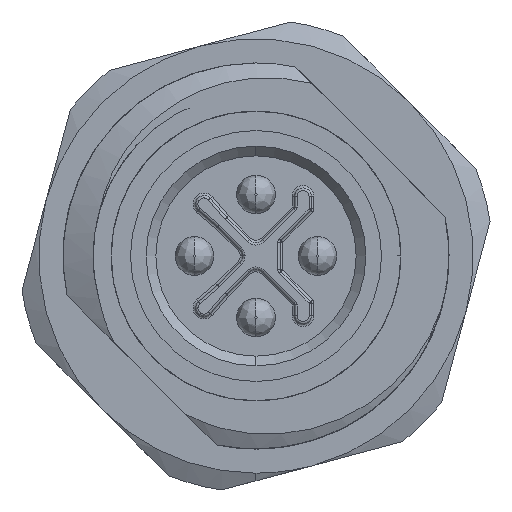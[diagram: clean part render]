
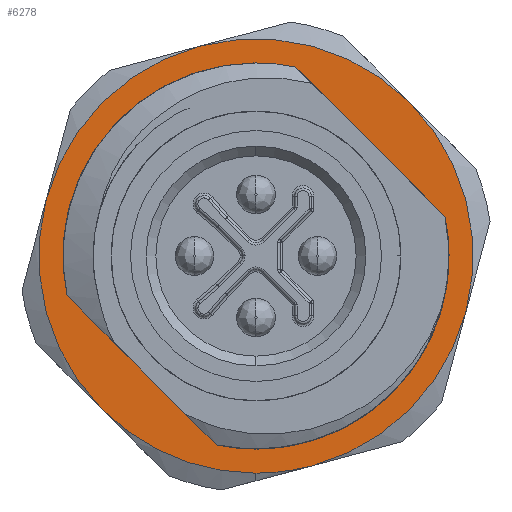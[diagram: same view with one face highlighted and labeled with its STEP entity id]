
A CAD part, left-side view. The second image highlights one B-rep face of the part: STEP entity #6278.
In plain terms, the highlighted planar face has unit normal (-1, 0, 0).
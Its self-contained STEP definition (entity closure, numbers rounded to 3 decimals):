
#114 = CIRCLE ( 'NONE', #169, 9. ) ;
#169 = AXIS2_PLACEMENT_3D ( 'NONE', #11079, #11077, #11058 ) ;
#200 = AXIS2_PLACEMENT_3D ( 'NONE', #4290, #4285, #4268 ) ;
#383 = CIRCLE ( 'NONE', #2468, 9. ) ;
#521 = AXIS2_PLACEMENT_3D ( 'NONE', #5076, #5061, #5056 ) ;
#546 = ORIENTED_EDGE ( 'NONE', *, *, #1149, .F. ) ;
#569 = DIRECTION ( 'NONE',  ( 0., 1., 0. ) ) ;
#726 = ORIENTED_EDGE ( 'NONE', *, *, #8360, .F. ) ;
#761 = CARTESIAN_POINT ( 'NONE',  ( 16.56, -1.795, 7.68 ) ) ;
#766 = VERTEX_POINT ( 'NONE', #7377 ) ;
#1149 = EDGE_CURVE ( 'NONE', #11334, #4399, #10596, .T. ) ;
#1426 = ORIENTED_EDGE ( 'NONE', *, *, #8985, .F. ) ;
#1528 = VERTEX_POINT ( 'NONE', #7798 ) ;
#1567 = LINE ( 'NONE', #8668, #1653 ) ;
#1568 = AXIS2_PLACEMENT_3D ( 'NONE', #8586, #8549, #8533 ) ;
#1595 = CARTESIAN_POINT ( 'NONE',  ( 16.56, -8., 0. ) ) ;
#1653 = VECTOR ( 'NONE', #569, 1000. ) ;
#1803 = EDGE_CURVE ( 'NONE', #4033, #12339, #8400, .T. ) ;
#2146 = DIRECTION ( 'NONE',  ( 0., -0.707, -0.707 ) ) ;
#2190 = CARTESIAN_POINT ( 'NONE',  ( 16.56, 7.829, -1.646 ) ) ;
#2412 = ORIENTED_EDGE ( 'NONE', *, *, #10726, .F. ) ;
#2451 = AXIS2_PLACEMENT_3D ( 'NONE', #2712, #2711, #2698 ) ;
#2468 = AXIS2_PLACEMENT_3D ( 'NONE', #9515, #9505, #9502 ) ;
#2597 = ORIENTED_EDGE ( 'NONE', *, *, #4754, .F. ) ;
#2650 = EDGE_CURVE ( 'NONE', #4399, #9733, #12900, .T. ) ;
#2698 = DIRECTION ( 'NONE',  ( 0., 0., -1. ) ) ;
#2711 = DIRECTION ( 'NONE',  ( 1., 0., 0. ) ) ;
#2712 = CARTESIAN_POINT ( 'NONE',  ( 16.56, 0., 0. ) ) ;
#2843 = CIRCLE ( 'NONE', #7656, 8. ) ;
#2922 = CARTESIAN_POINT ( 'NONE',  ( 16.56, -6.974, 2.501 ) ) ;
#3141 = CARTESIAN_POINT ( 'NONE',  ( 16.56, 0.088, 8. ) ) ;
#3155 = CARTESIAN_POINT ( 'NONE',  ( 16.56, -0.553, 7.97 ) ) ;
#3209 = CARTESIAN_POINT ( 'NONE',  ( 16.56, 1.646, -7.829 ) ) ;
#3261 = VERTEX_POINT ( 'NONE', #9041 ) ;
#3310 = LINE ( 'NONE', #2190, #8640 ) ;
#3397 = CARTESIAN_POINT ( 'NONE',  ( 16.56, 8.693, 2.329 ) ) ;
#3420 = CARTESIAN_POINT ( 'NONE',  ( 16.56, -8.693, -2.329 ) ) ;
#3453 = FACE_BOUND ( 'NONE', #7864, .T. ) ;
#3696 = DIRECTION ( 'NONE',  ( 0., 0., 1. ) ) ;
#3706 = DIRECTION ( 'NONE',  ( -1., 0., 0. ) ) ;
#3723 = CARTESIAN_POINT ( 'NONE',  ( 16.56, 0., 0. ) ) ;
#3754 = ORIENTED_EDGE ( 'NONE', *, *, #13016, .F. ) ;
#3949 = AXIS2_PLACEMENT_3D ( 'NONE', #5410, #5314, #5312 ) ;
#3951 = ORIENTED_EDGE ( 'NONE', *, *, #11494, .F. ) ;
#4033 = VERTEX_POINT ( 'NONE', #3397 ) ;
#4067 = VERTEX_POINT ( 'NONE', #3420 ) ;
#4268 = DIRECTION ( 'NONE',  ( 0., 0., -1. ) ) ;
#4285 = DIRECTION ( 'NONE',  ( 1., 0., 0. ) ) ;
#4290 = CARTESIAN_POINT ( 'NONE',  ( 16.56, 0., 0. ) ) ;
#4358 = ORIENTED_EDGE ( 'NONE', *, *, #12323, .F. ) ;
#4399 = VERTEX_POINT ( 'NONE', #2922 ) ;
#4464 = CARTESIAN_POINT ( 'NONE',  ( 16.56, 2.329, 8.693 ) ) ;
#4480 = DIRECTION ( 'NONE',  ( 0., 0., -1. ) ) ;
#4499 = DIRECTION ( 'NONE',  ( 1., 0., 0. ) ) ;
#4534 = CARTESIAN_POINT ( 'NONE',  ( 16.56, 0., 0. ) ) ;
#4754 = EDGE_CURVE ( 'NONE', #6362, #6710, #3310, .T. ) ;
#5056 = DIRECTION ( 'NONE',  ( 0., 0., -1. ) ) ;
#5061 = DIRECTION ( 'NONE',  ( 1., 0., 0. ) ) ;
#5076 = CARTESIAN_POINT ( 'NONE',  ( 16.56, 0., 0. ) ) ;
#5091 = AXIS2_PLACEMENT_3D ( 'NONE', #6067, #6036, #6035 ) ;
#5102 = CARTESIAN_POINT ( 'NONE',  ( 16.56, 7.829, -1.646 ) ) ;
#5106 = ORIENTED_EDGE ( 'NONE', *, *, #2650, .F. ) ;
#5271 = VECTOR ( 'NONE', #13074, 1000. ) ;
#5312 = DIRECTION ( 'NONE',  ( 0., 0., -1. ) ) ;
#5314 = DIRECTION ( 'NONE',  ( 1., 0., 0. ) ) ;
#5332 = PLANE ( 'NONE',  #3949 ) ;
#5410 = CARTESIAN_POINT ( 'NONE',  ( 16.56, 8., 0. ) ) ;
#5923 = ORIENTED_EDGE ( 'NONE', *, *, #6116, .F. ) ;
#5933 = ORIENTED_EDGE ( 'NONE', *, *, #7355, .F. ) ;
#6006 = CIRCLE ( 'NONE', #521, 9. ) ;
#6035 = DIRECTION ( 'NONE',  ( 0., 0., -1. ) ) ;
#6036 = DIRECTION ( 'NONE',  ( 1., 0., 0. ) ) ;
#6067 = CARTESIAN_POINT ( 'NONE',  ( 16.56, 0., 0. ) ) ;
#6109 = AXIS2_PLACEMENT_3D ( 'NONE', #4534, #4499, #4480 ) ;
#6116 = EDGE_CURVE ( 'NONE', #3261, #7546, #10232, .T. ) ;
#6278 = ADVANCED_FACE ( 'NONE', ( #11999, #3453 ), #5332, .F. ) ;
#6362 = VERTEX_POINT ( 'NONE', #5102 ) ;
#6552 = CARTESIAN_POINT ( 'NONE',  ( 16.56, -1.795, 7.68 ) ) ;
#6710 = VERTEX_POINT ( 'NONE', #3209 ) ;
#6776 = EDGE_CURVE ( 'NONE', #1528, #4067, #10896, .T. ) ;
#7355 = EDGE_CURVE ( 'NONE', #4067, #3261, #114, .T. ) ;
#7377 = CARTESIAN_POINT ( 'NONE',  ( 16.56, 0.088, 8. ) ) ;
#7546 = VERTEX_POINT ( 'NONE', #9821 ) ;
#7593 = EDGE_CURVE ( 'NONE', #7546, #12930, #383, .T. ) ;
#7656 = AXIS2_PLACEMENT_3D ( 'NONE', #3723, #3706, #3696 ) ;
#7685 = B_SPLINE_CURVE_WITH_KNOTS ( 'NONE', 3,
 ( #761, #10209, #3155, #3141 ),
 .UNSPECIFIED., .F., .F.,
 ( 4, 4 ),
 ( 0., 0.002 ),
 .UNSPECIFIED. ) ;
#7798 = CARTESIAN_POINT ( 'NONE',  ( 16.56, -6.364, 6.364 ) ) ;
#7860 = ORIENTED_EDGE ( 'NONE', *, *, #6776, .F. ) ;
#7864 = EDGE_LOOP ( 'NONE', ( #546, #726, #1426, #2597, #3754, #3951, #5106 ) ) ;
#8360 = EDGE_CURVE ( 'NONE', #12614, #11334, #1567, .T. ) ;
#8400 = CIRCLE ( 'NONE', #200, 9. ) ;
#8533 = DIRECTION ( 'NONE',  ( 0., 0., 1. ) ) ;
#8549 = DIRECTION ( 'NONE',  ( -1., 0., 0. ) ) ;
#8586 = CARTESIAN_POINT ( 'NONE',  ( 16.56, 0., 0. ) ) ;
#8640 = VECTOR ( 'NONE', #2146, 1000. ) ;
#8668 = CARTESIAN_POINT ( 'NONE',  ( 16.56, 8., 0. ) ) ;
#8698 = CIRCLE ( 'NONE', #6109, 9. ) ;
#8985 = EDGE_CURVE ( 'NONE', #6710, #12614, #2843, .T. ) ;
#9041 = CARTESIAN_POINT ( 'NONE',  ( 16.56, -2.329, -8.693 ) ) ;
#9502 = DIRECTION ( 'NONE',  ( 0., 0., -1. ) ) ;
#9505 = DIRECTION ( 'NONE',  ( 1., 0., 0. ) ) ;
#9515 = CARTESIAN_POINT ( 'NONE',  ( 16.56, 0., 0. ) ) ;
#9733 = VERTEX_POINT ( 'NONE', #6552 ) ;
#9821 = CARTESIAN_POINT ( 'NONE',  ( 16.56, 0., -9. ) ) ;
#9887 = CARTESIAN_POINT ( 'NONE',  ( 16.56, 6.364, -6.364 ) ) ;
#9933 = CIRCLE ( 'NONE', #1568, 8. ) ;
#10110 = ORIENTED_EDGE ( 'NONE', *, *, #1803, .F. ) ;
#10209 = CARTESIAN_POINT ( 'NONE',  ( 16.56, -1.181, 7.864 ) ) ;
#10232 = CIRCLE ( 'NONE', #5091, 9. ) ;
#10596 = B_SPLINE_CURVE_WITH_KNOTS ( 'NONE', 3,
 ( #13212, #13231, #11519, #13185 ),
 .UNSPECIFIED., .F., .F.,
 ( 4, 4 ),
 ( 0., 0.003 ),
 .UNSPECIFIED. ) ;
#10726 = EDGE_CURVE ( 'NONE', #12339, #1528, #6006, .T. ) ;
#10896 = CIRCLE ( 'NONE', #2451, 9. ) ;
#11058 = DIRECTION ( 'NONE',  ( 0., 0., -1. ) ) ;
#11077 = DIRECTION ( 'NONE',  ( 1., 0., 0. ) ) ;
#11079 = CARTESIAN_POINT ( 'NONE',  ( 16.56, 0., 0. ) ) ;
#11334 = VERTEX_POINT ( 'NONE', #12257 ) ;
#11494 = EDGE_CURVE ( 'NONE', #9733, #766, #7685, .T. ) ;
#11519 = CARTESIAN_POINT ( 'NONE',  ( 16.56, -7.208, 1.683 ) ) ;
#11999 = FACE_OUTER_BOUND ( 'NONE', #12267, .T. ) ;
#12257 = CARTESIAN_POINT ( 'NONE',  ( 16.56, -7.245, 0. ) ) ;
#12267 = EDGE_LOOP ( 'NONE', ( #7860, #2412, #10110, #4358, #12396, #5923, #5933 ) ) ;
#12323 = EDGE_CURVE ( 'NONE', #12930, #4033, #8698, .T. ) ;
#12339 = VERTEX_POINT ( 'NONE', #4464 ) ;
#12396 = ORIENTED_EDGE ( 'NONE', *, *, #7593, .F. ) ;
#12614 = VERTEX_POINT ( 'NONE', #1595 ) ;
#12900 = LINE ( 'NONE', #13071, #5271 ) ;
#12930 = VERTEX_POINT ( 'NONE', #9887 ) ;
#13016 = EDGE_CURVE ( 'NONE', #766, #6362, #9933, .T. ) ;
#13071 = CARTESIAN_POINT ( 'NONE',  ( 16.56, -6.974, 2.501 ) ) ;
#13074 = DIRECTION ( 'NONE',  ( 0., 0.707, 0.707 ) ) ;
#13185 = CARTESIAN_POINT ( 'NONE',  ( 16.56, -6.974, 2.501 ) ) ;
#13212 = CARTESIAN_POINT ( 'NONE',  ( 16.56, -7.245, 0. ) ) ;
#13231 = CARTESIAN_POINT ( 'NONE',  ( 16.56, -7.298, 0.849 ) ) ;
